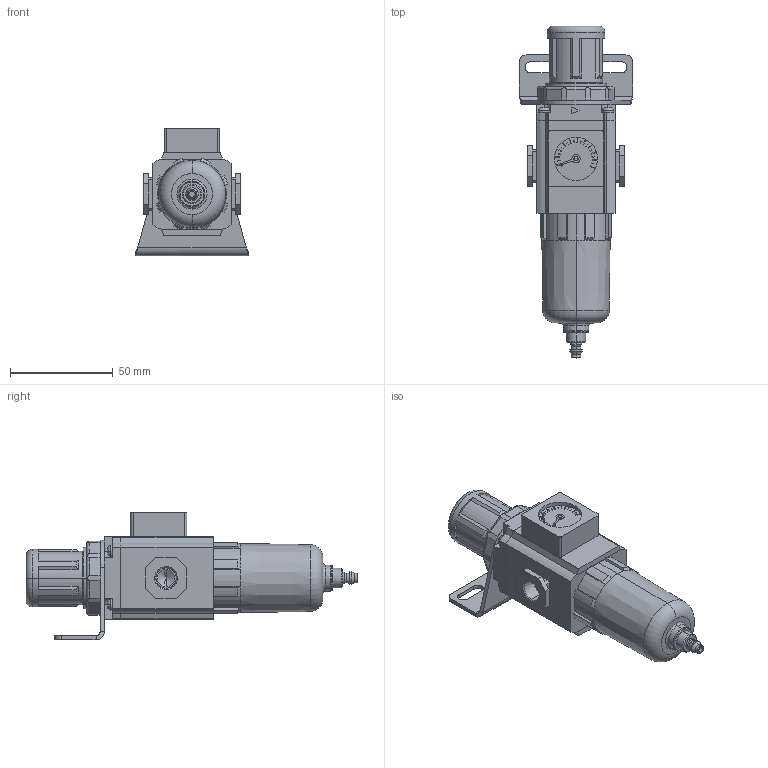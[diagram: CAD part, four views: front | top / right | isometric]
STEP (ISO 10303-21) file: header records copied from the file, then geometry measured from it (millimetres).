
FILE_DESCRIPTION (( 'STEP AP203' ), '1' );
FILE_NAME ('AFR-2133-M.step', '2015-11-09T22:38:31', ( '' ), ( '' ), 'SwSTEP 2.0', 'SolidWorks 2015', '' );
FILE_SCHEMA (( 'CONFIG_CONTROL_DESIGN' ));
Length unit declared in the file: millimetre
Products named in the file (1): AFR-2133-M
Bounding box: 55 x 161.2 x 62 mm (x, y, z)
Volume: 135089.3 mm3; surface area: 40066.7 mm2
Topology: 15 solids, 15 shells, 548 faces, 1342 edges, 866 vertices
Faces by surface type: plane 329, cylinder 159, cone 42, torus 16, bspline 2
Entity records: 16487 total; most frequent: CARTESIAN_POINT 3387, DIRECTION 2690, ORIENTED_EDGE 2676, EDGE_CURVE 1338, AXIS2_PLACEMENT_3D 909, VECTOR 872, LINE 872, VERTEX_POINT 866
